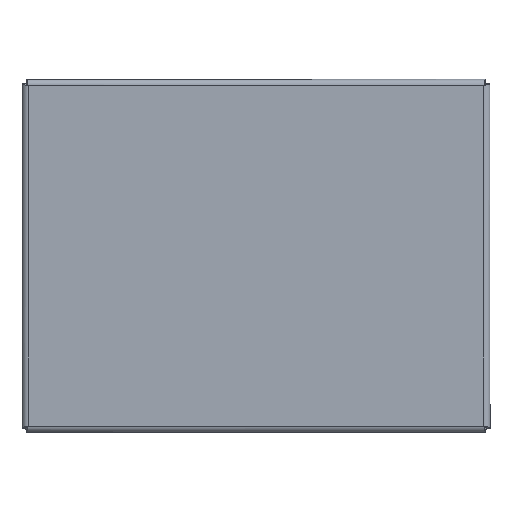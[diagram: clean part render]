
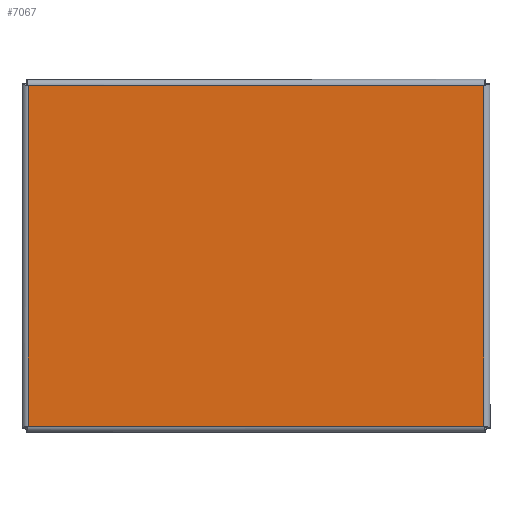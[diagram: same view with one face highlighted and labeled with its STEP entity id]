
A CAD part, top view. The second image highlights one B-rep face of the part: STEP entity #7067.
In plain terms, the highlighted planar face has unit normal (0, 0, 1).
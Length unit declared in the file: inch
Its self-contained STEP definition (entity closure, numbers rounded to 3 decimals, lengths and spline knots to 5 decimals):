
#308 = VECTOR ( 'NONE', #3181, 39.37008 ) ;
#322 = CARTESIAN_POINT ( 'NONE',  ( 6.01975, 0.10525, 0.074 ) ) ;
#339 = DIRECTION ( 'NONE',  ( 0., -1., 0. ) ) ;
#982 = PLANE ( 'NONE',  #9585 ) ;
#1010 = CARTESIAN_POINT ( 'NONE',  ( 3.0625, 4.0625, 0.074 ) ) ;
#1079 = CARTESIAN_POINT ( 'NONE',  ( 0.10525, 6.04113, 0.074 ) ) ;
#1887 = EDGE_CURVE ( 'NONE', #9223, #5344, #1990, .T. ) ;
#1932 = DIRECTION ( 'NONE',  ( 1., 0., 0. ) ) ;
#1990 = LINE ( 'NONE', #6602, #308 ) ;
#2033 = EDGE_CURVE ( 'NONE', #2138, #9223, #10541, .T. ) ;
#2138 = VERTEX_POINT ( 'NONE', #10462 ) ;
#2150 = CARTESIAN_POINT ( 'NONE',  ( 4.54113, 8.01975, 0.074 ) ) ;
#3181 = DIRECTION ( 'NONE',  ( 1., 0., 0. ) ) ;
#3981 = LINE ( 'NONE', #2150, #10862 ) ;
#4285 = EDGE_LOOP ( 'NONE', ( #9793, #6247, #7286, #10479 ) ) ;
#5344 = VERTEX_POINT ( 'NONE', #322 ) ;
#5742 = DIRECTION ( 'NONE',  ( 0., 1., 0. ) ) ;
#6247 = ORIENTED_EDGE ( 'NONE', *, *, #6601, .T. ) ;
#6601 = EDGE_CURVE ( 'NONE', #10557, #2138, #3981, .T. ) ;
#6602 = CARTESIAN_POINT ( 'NONE',  ( 1.58387, 0.10525, 0.074 ) ) ;
#6939 = LINE ( 'NONE', #10224, #9104 ) ;
#7067 = ADVANCED_FACE ( 'NONE', ( #7317 ), #982, .T. ) ;
#7276 = DIRECTION ( 'NONE',  ( 0., 0., 1. ) ) ;
#7286 = ORIENTED_EDGE ( 'NONE', *, *, #2033, .T. ) ;
#7317 = FACE_OUTER_BOUND ( 'NONE', #4285, .T. ) ;
#8297 = CARTESIAN_POINT ( 'NONE',  ( 0.10525, 0.10525, 0.074 ) ) ;
#8429 = DIRECTION ( 'NONE',  ( -1., 0., 0. ) ) ;
#8953 = CARTESIAN_POINT ( 'NONE',  ( 6.01975, 8.01975, 0.074 ) ) ;
#9104 = VECTOR ( 'NONE', #5742, 39.37008 ) ;
#9156 = VECTOR ( 'NONE', #339, 39.37008 ) ;
#9223 = VERTEX_POINT ( 'NONE', #8297 ) ;
#9311 = EDGE_CURVE ( 'NONE', #5344, #10557, #6939, .T. ) ;
#9585 = AXIS2_PLACEMENT_3D ( 'NONE', #1010, #7276, #1932 ) ;
#9793 = ORIENTED_EDGE ( 'NONE', *, *, #9311, .T. ) ;
#10224 = CARTESIAN_POINT ( 'NONE',  ( 6.01975, 2.08387, 0.074 ) ) ;
#10462 = CARTESIAN_POINT ( 'NONE',  ( 0.10525, 8.01975, 0.074 ) ) ;
#10479 = ORIENTED_EDGE ( 'NONE', *, *, #1887, .T. ) ;
#10541 = LINE ( 'NONE', #1079, #9156 ) ;
#10557 = VERTEX_POINT ( 'NONE', #8953 ) ;
#10862 = VECTOR ( 'NONE', #8429, 39.37008 ) ;
